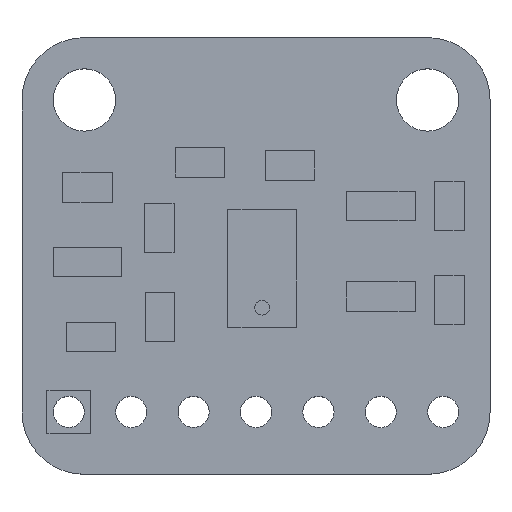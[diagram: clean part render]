
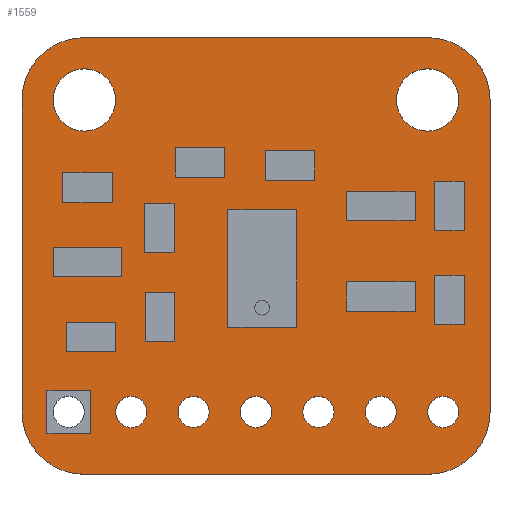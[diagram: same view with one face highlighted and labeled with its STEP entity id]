
A CAD part, top view. The second image highlights one B-rep face of the part: STEP entity #1559.
In plain terms, the highlighted planar face has unit normal (0, 0, 1).
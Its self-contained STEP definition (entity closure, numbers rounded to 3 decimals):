
#56=FACE_BOUND('',#225,.T.);
#57=FACE_BOUND('',#226,.T.);
#58=FACE_BOUND('',#227,.T.);
#59=FACE_BOUND('',#228,.T.);
#60=FACE_BOUND('',#229,.T.);
#61=FACE_BOUND('',#230,.T.);
#62=FACE_BOUND('',#231,.T.);
#63=FACE_BOUND('',#232,.T.);
#64=FACE_BOUND('',#233,.T.);
#76=CIRCLE('',#1668,0.635);
#78=CIRCLE('',#1671,0.635);
#80=CIRCLE('',#1674,0.635);
#82=CIRCLE('',#1677,1.27);
#84=CIRCLE('',#1680,0.635);
#86=CIRCLE('',#1683,0.635);
#88=CIRCLE('',#1686,1.27);
#91=CIRCLE('',#1691,0.635);
#94=CIRCLE('',#1696,2.54);
#96=CIRCLE('',#1700,2.54);
#98=CIRCLE('',#1704,2.54);
#100=CIRCLE('',#1708,2.54);
#125=FACE_OUTER_BOUND('',#224,.T.);
#224=EDGE_LOOP('',(#1122,#1123,#1124,#1125,#1126,#1127,#1128,#1129));
#225=EDGE_LOOP('',(#1130,#1131,#1132,#1133));
#226=EDGE_LOOP('',(#1134));
#227=EDGE_LOOP('',(#1135));
#228=EDGE_LOOP('',(#1136));
#229=EDGE_LOOP('',(#1137));
#230=EDGE_LOOP('',(#1138));
#231=EDGE_LOOP('',(#1139));
#232=EDGE_LOOP('',(#1140));
#233=EDGE_LOOP('',(#1141));
#319=LINE('',#2227,#501);
#323=LINE('',#2235,#505);
#326=LINE('',#2241,#508);
#329=LINE('',#2246,#511);
#342=LINE('',#2310,#524);
#346=LINE('',#2322,#528);
#350=LINE('',#2334,#532);
#354=LINE('',#2346,#536);
#501=VECTOR('',#1791,10.);
#505=VECTOR('',#1797,10.);
#508=VECTOR('',#1802,10.);
#511=VECTOR('',#1807,10.);
#524=VECTOR('',#1878,10.);
#528=VECTOR('',#1890,10.);
#532=VECTOR('',#1902,10.);
#536=VECTOR('',#1914,10.);
#683=VERTEX_POINT('',#2225);
#684=VERTEX_POINT('',#2226);
#687=VERTEX_POINT('',#2234);
#689=VERTEX_POINT('',#2240);
#692=VERTEX_POINT('',#2252);
#694=VERTEX_POINT('',#2258);
#696=VERTEX_POINT('',#2264);
#698=VERTEX_POINT('',#2270);
#700=VERTEX_POINT('',#2276);
#702=VERTEX_POINT('',#2282);
#704=VERTEX_POINT('',#2288);
#707=VERTEX_POINT('',#2298);
#711=VERTEX_POINT('',#2307);
#712=VERTEX_POINT('',#2309);
#714=VERTEX_POINT('',#2315);
#716=VERTEX_POINT('',#2321);
#718=VERTEX_POINT('',#2327);
#720=VERTEX_POINT('',#2333);
#722=VERTEX_POINT('',#2339);
#724=VERTEX_POINT('',#2345);
#823=EDGE_CURVE('',#683,#684,#319,.T.);
#827=EDGE_CURVE('',#684,#687,#323,.T.);
#830=EDGE_CURVE('',#687,#689,#326,.T.);
#833=EDGE_CURVE('',#689,#683,#329,.T.);
#836=EDGE_CURVE('',#692,#692,#76,.T.);
#839=EDGE_CURVE('',#694,#694,#78,.T.);
#842=EDGE_CURVE('',#696,#696,#80,.T.);
#845=EDGE_CURVE('',#698,#698,#82,.T.);
#848=EDGE_CURVE('',#700,#700,#84,.T.);
#851=EDGE_CURVE('',#702,#702,#86,.T.);
#854=EDGE_CURVE('',#704,#704,#88,.T.);
#859=EDGE_CURVE('',#707,#707,#91,.T.);
#864=EDGE_CURVE('',#712,#711,#342,.T.);
#867=EDGE_CURVE('',#714,#712,#94,.T.);
#870=EDGE_CURVE('',#716,#714,#346,.T.);
#873=EDGE_CURVE('',#718,#716,#96,.T.);
#876=EDGE_CURVE('',#720,#718,#350,.T.);
#879=EDGE_CURVE('',#722,#720,#98,.T.);
#882=EDGE_CURVE('',#724,#722,#354,.T.);
#885=EDGE_CURVE('',#711,#724,#100,.T.);
#1122=ORIENTED_EDGE('',*,*,#885,.T.);
#1123=ORIENTED_EDGE('',*,*,#882,.T.);
#1124=ORIENTED_EDGE('',*,*,#879,.T.);
#1125=ORIENTED_EDGE('',*,*,#876,.T.);
#1126=ORIENTED_EDGE('',*,*,#873,.T.);
#1127=ORIENTED_EDGE('',*,*,#870,.T.);
#1128=ORIENTED_EDGE('',*,*,#867,.T.);
#1129=ORIENTED_EDGE('',*,*,#864,.T.);
#1130=ORIENTED_EDGE('',*,*,#823,.T.);
#1131=ORIENTED_EDGE('',*,*,#827,.T.);
#1132=ORIENTED_EDGE('',*,*,#830,.T.);
#1133=ORIENTED_EDGE('',*,*,#833,.T.);
#1134=ORIENTED_EDGE('',*,*,#859,.T.);
#1135=ORIENTED_EDGE('',*,*,#854,.T.);
#1136=ORIENTED_EDGE('',*,*,#851,.T.);
#1137=ORIENTED_EDGE('',*,*,#848,.T.);
#1138=ORIENTED_EDGE('',*,*,#845,.T.);
#1139=ORIENTED_EDGE('',*,*,#842,.T.);
#1140=ORIENTED_EDGE('',*,*,#839,.T.);
#1141=ORIENTED_EDGE('',*,*,#836,.T.);
#1462=PLANE('',#1709);
#1559=ADVANCED_FACE('',(#125,#56,#57,#58,#59,#60,#61,#62,#63,#64),#1462,
 .T.);
#1668=AXIS2_PLACEMENT_3D('',#2253,#1815,#1816);
#1671=AXIS2_PLACEMENT_3D('',#2259,#1822,#1823);
#1674=AXIS2_PLACEMENT_3D('',#2265,#1829,#1830);
#1677=AXIS2_PLACEMENT_3D('',#2271,#1836,#1837);
#1680=AXIS2_PLACEMENT_3D('',#2277,#1843,#1844);
#1683=AXIS2_PLACEMENT_3D('',#2283,#1850,#1851);
#1686=AXIS2_PLACEMENT_3D('',#2289,#1857,#1858);
#1691=AXIS2_PLACEMENT_3D('',#2299,#1869,#1870);
#1696=AXIS2_PLACEMENT_3D('',#2316,#1884,#1885);
#1700=AXIS2_PLACEMENT_3D('',#2328,#1896,#1897);
#1704=AXIS2_PLACEMENT_3D('',#2340,#1908,#1909);
#1708=AXIS2_PLACEMENT_3D('',#2350,#1920,#1921);
#1709=AXIS2_PLACEMENT_3D('',#2351,#1922,#1923);
#1791=DIRECTION('',(-1.,0.,0.));
#1797=DIRECTION('',(0.,1.,0.));
#1802=DIRECTION('',(1.,0.,0.));
#1807=DIRECTION('',(0.,-1.,0.));
#1815=DIRECTION('center_axis',(0.,0.,-1.));
#1816=DIRECTION('ref_axis',(1.,0.,0.));
#1822=DIRECTION('center_axis',(0.,0.,-1.));
#1823=DIRECTION('ref_axis',(1.,0.,0.));
#1829=DIRECTION('center_axis',(0.,0.,-1.));
#1830=DIRECTION('ref_axis',(1.,0.,0.));
#1836=DIRECTION('center_axis',(0.,0.,-1.));
#1837=DIRECTION('ref_axis',(1.,0.,0.));
#1843=DIRECTION('center_axis',(0.,0.,-1.));
#1844=DIRECTION('ref_axis',(1.,0.,0.));
#1850=DIRECTION('center_axis',(0.,0.,-1.));
#1851=DIRECTION('ref_axis',(1.,0.,0.));
#1857=DIRECTION('center_axis',(0.,0.,-1.));
#1858=DIRECTION('ref_axis',(1.,0.,0.));
#1869=DIRECTION('center_axis',(0.,0.,-1.));
#1870=DIRECTION('ref_axis',(1.,0.,0.));
#1878=DIRECTION('',(0.,1.,0.));
#1884=DIRECTION('center_axis',(0.,0.,1.));
#1885=DIRECTION('ref_axis',(0.,-1.,0.));
#1890=DIRECTION('',(1.,0.,0.));
#1896=DIRECTION('center_axis',(0.,0.,1.));
#1897=DIRECTION('ref_axis',(-1.,0.,0.));
#1902=DIRECTION('',(0.,-1.,0.));
#1908=DIRECTION('center_axis',(0.,0.,1.));
#1909=DIRECTION('ref_axis',(0.,1.,0.));
#1914=DIRECTION('',(-1.,0.,0.));
#1920=DIRECTION('center_axis',(0.,0.,1.));
#1921=DIRECTION('ref_axis',(1.,0.,0.));
#1922=DIRECTION('center_axis',(0.,0.,1.));
#1923=DIRECTION('ref_axis',(1.,0.,0.));
#2225=CARTESIAN_POINT('',(2.794,1.651,1.6));
#2226=CARTESIAN_POINT('',(1.016,1.651,1.6));
#2227=CARTESIAN_POINT('',(5.271,1.651,1.6));
#2234=CARTESIAN_POINT('',(1.016,3.429,1.6));
#2235=CARTESIAN_POINT('',(1.016,6.16,1.6));
#2240=CARTESIAN_POINT('',(2.794,3.429,1.6));
#2241=CARTESIAN_POINT('',(6.16,3.429,1.6));
#2246=CARTESIAN_POINT('',(2.794,5.271,1.6));
#2252=CARTESIAN_POINT('',(6.35,2.54,1.6));
#2253=CARTESIAN_POINT('Origin',(6.985,2.54,1.6));
#2258=CARTESIAN_POINT('',(13.97,2.54,1.6));
#2259=CARTESIAN_POINT('Origin',(14.605,2.54,1.6));
#2264=CARTESIAN_POINT('',(3.81,2.54,1.6));
#2265=CARTESIAN_POINT('Origin',(4.445,2.54,1.6));
#2270=CARTESIAN_POINT('',(1.27,15.24,1.6));
#2271=CARTESIAN_POINT('Origin',(2.54,15.24,1.6));
#2276=CARTESIAN_POINT('',(11.43,2.54,1.6));
#2277=CARTESIAN_POINT('Origin',(12.065,2.54,1.6));
#2282=CARTESIAN_POINT('',(8.89,2.54,1.6));
#2283=CARTESIAN_POINT('Origin',(9.525,2.54,1.6));
#2288=CARTESIAN_POINT('',(15.24,15.24,1.6));
#2289=CARTESIAN_POINT('Origin',(16.51,15.24,1.6));
#2298=CARTESIAN_POINT('',(16.51,2.54,1.6));
#2299=CARTESIAN_POINT('Origin',(17.145,2.54,1.6));
#2307=CARTESIAN_POINT('',(19.05,15.24,1.6));
#2309=CARTESIAN_POINT('',(19.05,2.54,1.6));
#2310=CARTESIAN_POINT('',(19.05,15.24,1.6));
#2315=CARTESIAN_POINT('',(16.51,0.,1.6));
#2316=CARTESIAN_POINT('Origin',(16.51,2.54,1.6));
#2321=CARTESIAN_POINT('',(2.54,0.,1.6));
#2322=CARTESIAN_POINT('',(16.51,0.,1.6));
#2327=CARTESIAN_POINT('',(0.,2.54,1.6));
#2328=CARTESIAN_POINT('Origin',(2.54,2.54,1.6));
#2333=CARTESIAN_POINT('',(0.,15.24,1.6));
#2334=CARTESIAN_POINT('',(0.,2.54,1.6));
#2339=CARTESIAN_POINT('',(2.54,17.78,1.6));
#2340=CARTESIAN_POINT('Origin',(2.54,15.24,1.6));
#2345=CARTESIAN_POINT('',(16.51,17.78,1.6));
#2346=CARTESIAN_POINT('',(2.54,17.78,1.6));
#2350=CARTESIAN_POINT('Origin',(16.51,15.24,1.6));
#2351=CARTESIAN_POINT('Origin',(9.525,8.89,1.6));
